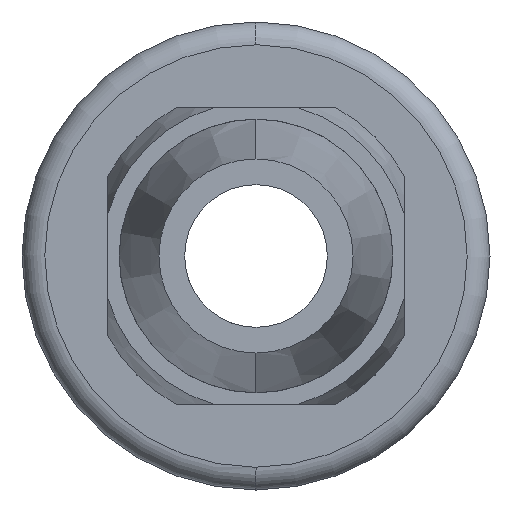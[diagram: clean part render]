
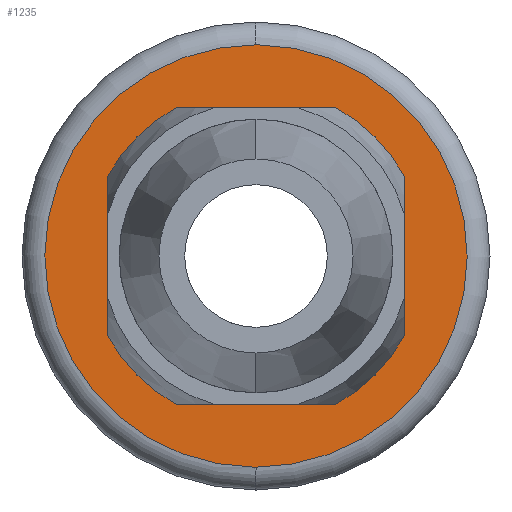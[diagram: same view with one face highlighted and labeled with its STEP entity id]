
A CAD part, left-side view. The second image highlights one B-rep face of the part: STEP entity #1235.
In plain terms, the highlighted planar face has unit normal (-1, 0, 0).
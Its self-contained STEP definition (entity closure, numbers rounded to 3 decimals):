
#335=CARTESIAN_POINT('',(0.,0.,0.));
#336=DIRECTION('',(-1.,0.,0.));
#337=DIRECTION('',(0.,0.01,-1.));
#338=AXIS2_PLACEMENT_3D('',#335,#336,#337);
#350=CARTESIAN_POINT('',(0.,0.,0.));
#351=DIRECTION('',(1.,0.,0.));
#352=DIRECTION('',(0.,-0.01,1.));
#353=AXIS2_PLACEMENT_3D('',#350,#351,#352);
#355=CARTESIAN_POINT('',(0.,0.,0.));
#356=DIRECTION('',(1.,0.,0.));
#357=DIRECTION('',(0.,0.01,-1.));
#358=AXIS2_PLACEMENT_3D('',#355,#356,#357);
#360=CARTESIAN_POINT('',(0.,0.,0.));
#361=DIRECTION('',(-1.,0.,0.));
#362=DIRECTION('',(0.,0.,1.));
#363=AXIS2_PLACEMENT_3D('',#360,#361,#362);
#365=CARTESIAN_POINT('',(0.,0.,0.));
#366=DIRECTION('',(-1.,0.,0.));
#367=DIRECTION('',(0.,0.,-1.));
#368=AXIS2_PLACEMENT_3D('',#365,#366,#367);
#370=CARTESIAN_POINT('',(0.,0.,0.));
#371=DIRECTION('',(-1.,0.,0.));
#372=DIRECTION('',(0.,-0.01,1.));
#373=AXIS2_PLACEMENT_3D('',#370,#371,#372);
#635=CARTESIAN_POINT('',(0.,0.,2.6));
#636=VERTEX_POINT('',#635);
#637=CARTESIAN_POINT('',(0.,0.,-2.6));
#638=VERTEX_POINT('',#637);
#747=CARTESIAN_POINT('',(0.,0.037,-3.7));
#748=CARTESIAN_POINT('',(0.,0.001,3.7));
#749=VERTEX_POINT('',#747);
#750=VERTEX_POINT('',#748);
#751=CARTESIAN_POINT('',(0.,-0.001,-3.7));
#752=VERTEX_POINT('',#751);
#753=CARTESIAN_POINT('',(0.,-0.037,3.7));
#754=VERTEX_POINT('',#753);
#1216=CARTESIAN_POINT('',(0.,0.,0.));
#1217=DIRECTION('',(-1.,0.,0.));
#1218=DIRECTION('',(0.,0.,-1.));
#1219=AXIS2_PLACEMENT_3D('',#1216,#1217,#1218);
#1220=PLANE('',#1219);
#1222=ORIENTED_EDGE('',*,*,#1221,.F.);
#1224=ORIENTED_EDGE('',*,*,#1223,.T.);
#1225=ORIENTED_EDGE('',*,*,#1206,.F.);
#1226=ORIENTED_EDGE('',*,*,#1204,.T.);
#1227=EDGE_LOOP('',(#1222,#1224,#1225,#1226));
#1228=FACE_OUTER_BOUND('',#1227,.F.);
#1230=ORIENTED_EDGE('',*,*,#1229,.T.);
#1232=ORIENTED_EDGE('',*,*,#1231,.T.);
#1233=EDGE_LOOP('',(#1230,#1232));
#1234=FACE_BOUND('',#1233,.F.);
#1235=ADVANCED_FACE('',(#1228,#1234),#1220,.T.);
#339=CIRCLE('',#338,3.7);
#354=CIRCLE('',#353,3.7);
#359=CIRCLE('',#358,3.7);
#364=CIRCLE('',#363,2.6);
#369=CIRCLE('',#368,2.6);
#374=CIRCLE('',#373,3.7);
#1204=EDGE_CURVE('',#749,#750,#359,.T.);
#1206=EDGE_CURVE('',#749,#752,#339,.T.);
#1221=EDGE_CURVE('',#754,#750,#374,.T.);
#1223=EDGE_CURVE('',#754,#752,#354,.T.);
#1229=EDGE_CURVE('',#636,#638,#364,.T.);
#1231=EDGE_CURVE('',#638,#636,#369,.T.);
